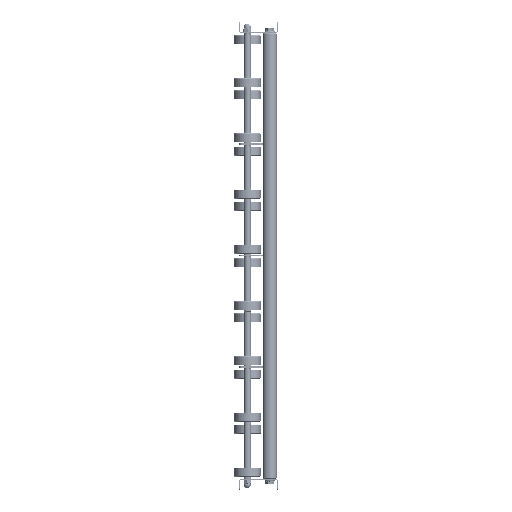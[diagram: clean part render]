
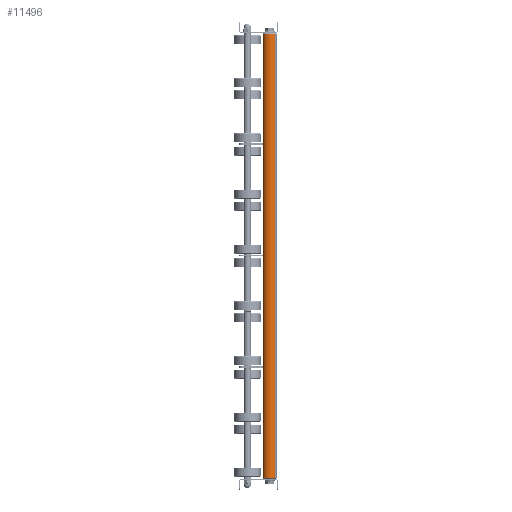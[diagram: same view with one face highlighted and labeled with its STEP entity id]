
A CAD part, left-side view. The second image highlights one B-rep face of the part: STEP entity #11496.
In plain terms, the highlighted cylindrical face has radius 12.5 mm (diameter 25 mm), a partial arc.
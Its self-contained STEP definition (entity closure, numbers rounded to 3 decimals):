
#136 = CARTESIAN_POINT ( 'NONE',  ( 799., 0., -12.5 ) ) ;
#322 = CARTESIAN_POINT ( 'NONE',  ( 799., 0., 0. ) ) ;
#1570 = CARTESIAN_POINT ( 'NONE',  ( 799., 0., 12.5 ) ) ;
#2035 = EDGE_CURVE ( 'NONE', #9484, #6177, #19747, .T. ) ;
#2395 = CIRCLE ( 'NONE', #12824, 12.5 ) ;
#2509 = VECTOR ( 'NONE', #4488, 1000. ) ;
#3241 = DIRECTION ( 'NONE',  ( -1., 0., 0. ) ) ;
#4046 = AXIS2_PLACEMENT_3D ( 'NONE', #8161, #9473, #14831 ) ;
#4488 = DIRECTION ( 'NONE',  ( -1., 0., 0. ) ) ;
#5008 = VERTEX_POINT ( 'NONE', #19401 ) ;
#5279 = ORIENTED_EDGE ( 'NONE', *, *, #18285, .T. ) ;
#5377 = VERTEX_POINT ( 'NONE', #1570 ) ;
#5518 = EDGE_CURVE ( 'NONE', #5008, #6177, #2395, .T. ) ;
#5711 = DIRECTION ( 'NONE',  ( 0., 0., -1. ) ) ;
#6158 = ORIENTED_EDGE ( 'NONE', *, *, #2035, .F. ) ;
#6177 = VERTEX_POINT ( 'NONE', #10031 ) ;
#6509 = LINE ( 'NONE', #18165, #19883 ) ;
#7236 = CARTESIAN_POINT ( 'NONE',  ( 1., 0., 0. ) ) ;
#7303 = ORIENTED_EDGE ( 'NONE', *, *, #5518, .T. ) ;
#7509 = EDGE_CURVE ( 'NONE', #5377, #5008, #6509, .T. ) ;
#7857 = CARTESIAN_POINT ( 'NONE',  ( 800., 0., -12.5 ) ) ;
#8161 = CARTESIAN_POINT ( 'NONE',  ( 800., 0., 0. ) ) ;
#9473 = DIRECTION ( 'NONE',  ( -1., 0., 0. ) ) ;
#9484 = VERTEX_POINT ( 'NONE', #136 ) ;
#10031 = CARTESIAN_POINT ( 'NONE',  ( 1., 0., -12.5 ) ) ;
#10552 = EDGE_LOOP ( 'NONE', ( #6158, #5279, #18522, #7303 ) ) ;
#11496 = ADVANCED_FACE ( 'NONE', ( #12872 ), #12984, .T. ) ;
#12246 = DIRECTION ( 'NONE',  ( 1., 0., 0. ) ) ;
#12595 = CIRCLE ( 'NONE', #14995, 12.5 ) ;
#12824 = AXIS2_PLACEMENT_3D ( 'NONE', #7236, #12246, #5711 ) ;
#12872 = FACE_OUTER_BOUND ( 'NONE', #10552, .T. ) ;
#12984 = CYLINDRICAL_SURFACE ( 'NONE', #4046, 12.5 ) ;
#13873 = DIRECTION ( 'NONE',  ( -1., 0., 0. ) ) ;
#14831 = DIRECTION ( 'NONE',  ( 0., 0., 1. ) ) ;
#14995 = AXIS2_PLACEMENT_3D ( 'NONE', #322, #13873, #20506 ) ;
#18165 = CARTESIAN_POINT ( 'NONE',  ( 800., 0., 12.5 ) ) ;
#18285 = EDGE_CURVE ( 'NONE', #9484, #5377, #12595, .T. ) ;
#18522 = ORIENTED_EDGE ( 'NONE', *, *, #7509, .T. ) ;
#19401 = CARTESIAN_POINT ( 'NONE',  ( 1., 0., 12.5 ) ) ;
#19747 = LINE ( 'NONE', #7857, #2509 ) ;
#19883 = VECTOR ( 'NONE', #3241, 1000. ) ;
#20506 = DIRECTION ( 'NONE',  ( 0., 0., -1. ) ) ;
